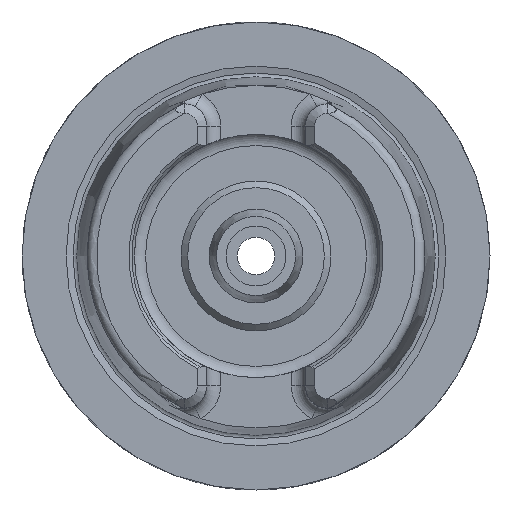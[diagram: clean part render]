
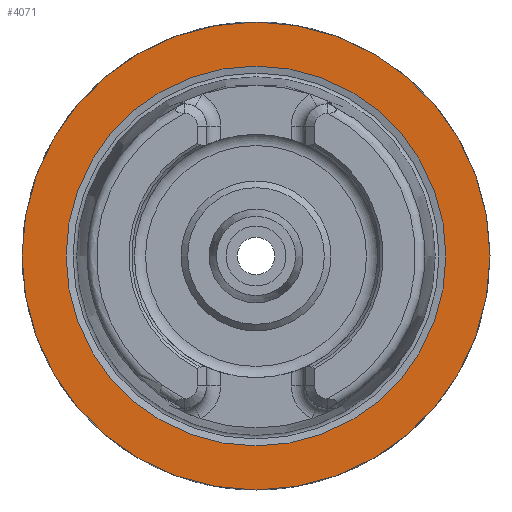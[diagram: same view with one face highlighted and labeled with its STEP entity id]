
A CAD part, left-side view. The second image highlights one B-rep face of the part: STEP entity #4071.
In plain terms, the highlighted planar face has unit normal (-1, 0, 0).
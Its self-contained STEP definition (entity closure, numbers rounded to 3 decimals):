
#1902=CARTESIAN_POINT('',(0.0,25.,0.0));
#1903=VERTEX_POINT('',#1902);
#1904=CARTESIAN_POINT('',(0.0,0.0,0.0));
#1905=DIRECTION('',(1.0,0.0,0.0));
#1906=DIRECTION('',(0.0,1.0,0.0));
#1907=AXIS2_PLACEMENT_3D('',#1904,#1905,#1906);
#1908=CIRCLE('',#1907,25.);
#1909=EDGE_CURVE('',#1903,#1903,#1908,.T.);
#4045=CARTESIAN_POINT('',(0.0,20.296,0.0));
#4046=VERTEX_POINT('',#4045);
#4047=CARTESIAN_POINT('',(0.0,0.0,0.0));
#4048=DIRECTION('',(1.0,0.0,0.0));
#4049=DIRECTION('',(0.0,1.0,0.0));
#4050=AXIS2_PLACEMENT_3D('',#4047,#4048,#4049);
#4051=CIRCLE('',#4050,20.296);
#4052=EDGE_CURVE('',#4046,#4046,#4051,.T.);
#4060=CARTESIAN_POINT('',(0.0,22.648,0.0));
#4061=DIRECTION('',(-1.0,0.0,0.0));
#4062=DIRECTION('',(0.0,0.0,1.0));
#4063=AXIS2_PLACEMENT_3D('',#4060,#4061,#4062);
#4064=PLANE('',#4063);
#4065=ORIENTED_EDGE('',*,*,#1909,.F.);
#4066=EDGE_LOOP('',(#4065));
#4067=FACE_OUTER_BOUND('',#4066,.T.);
#4068=ORIENTED_EDGE('',*,*,#4052,.T.);
#4069=EDGE_LOOP('',(#4068));
#4070=FACE_BOUND('',#4069,.T.);
#4071=ADVANCED_FACE('',(#4067,#4070),#4064,.T.);
